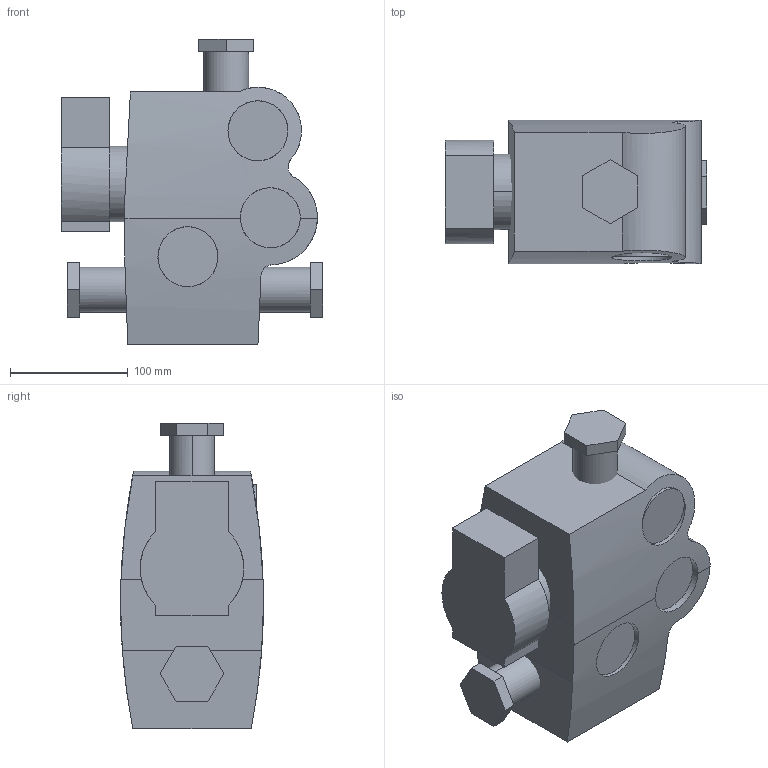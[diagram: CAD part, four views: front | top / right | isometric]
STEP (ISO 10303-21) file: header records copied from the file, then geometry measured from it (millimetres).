
FILE_DESCRIPTION(('CATIA V5 STEP Exchange','CAx-IF Rec.Pracs.--- Model Styling and Organization---1.5--- 2016-08-15','CAx-IF Rec.Pracs.---Supplemental Geometry---1.0---2011-11-01','CAx-IF Rec.Pracs.--- Composite Materials ---3.4---2017-06-13','CAx-IF Rec.Pracs.---Tessellated 3D Geometry---1.0---2015-12-17'),'2;1');
FILE_NAME('STEP_281066WYP_-_TST.stp','2023-03-06T13:33:10+00:00',('none'),('none'),'CATIA Version 5-6 Release 2020 SP5','CATIA V5 STEP AP242 v2','none');
FILE_SCHEMA(('AP242_MANAGED_MODEL_BASED_3D_ENGINEERING_MIM_LF {1 0 10303 442 1 1 4}'));
Length unit declared in the file: millimetre
Products named in the file (1): 281066
Bounding box: 221.9 x 121.6 x 260 mm (x, y, z)
Volume: 4519981.6 mm3; surface area: 344956.5 mm2
Topology: 11 solids, 14 shells, 117 faces, 234 edges, 150 vertices
Faces by surface type: plane 71, cylinder 46
Entity records: 3770 total; most frequent: CARTESIAN_POINT 1809, ORIENTED_EDGE 468, DIRECTION 234, EDGE_CURVE 234, B_SPLINE_CURVE_WITH_KNOTS 216, VERTEX_POINT 150, EDGE_LOOP 122, AXIS2_PLACEMENT_3D 118
